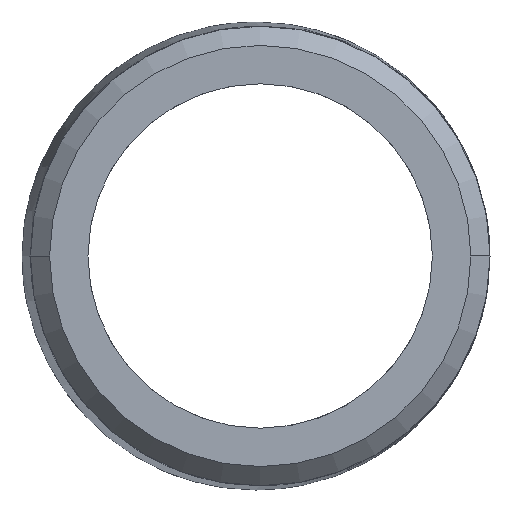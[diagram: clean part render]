
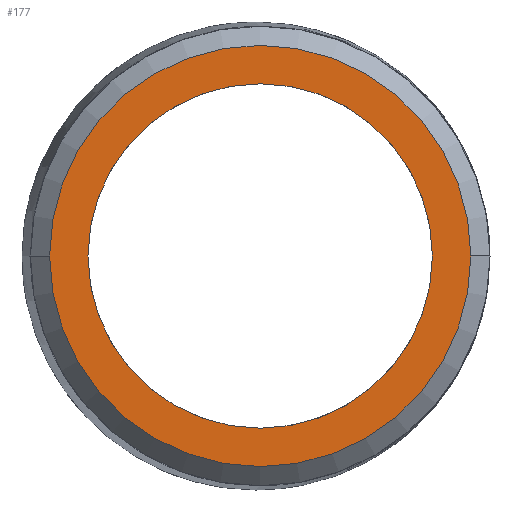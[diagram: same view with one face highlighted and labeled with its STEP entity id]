
A CAD part, left-side view. The second image highlights one B-rep face of the part: STEP entity #177.
In plain terms, the highlighted planar face has unit normal (-1, 0, 0).
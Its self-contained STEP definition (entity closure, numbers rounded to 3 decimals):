
#147 = VERTEX_POINT( '', #364 );
#177 = ADVANCED_FACE( '', ( #395, #396 ), #397, .F. );
#203 = EDGE_CURVE( '', #209, #147, #425, .T. );
#209 = VERTEX_POINT( '', #431 );
#237 = VERTEX_POINT( '', #460 );
#263 = EDGE_CURVE( '', #237, #287, #487, .T. );
#271 = EDGE_CURVE( '', #147, #209, #495, .T. );
#287 = VERTEX_POINT( '', #512 );
#317 = EDGE_CURVE( '', #287, #237, #551, .T. );
#364 = CARTESIAN_POINT( '', ( 0., -1.8, -90. ) );
#395 = FACE_OUTER_BOUND( '', #716, .T. );
#396 = FACE_BOUND( '', #717, .T. );
#397 = PLANE( '', #718 );
#425 = CIRCLE( '', #1086, 90. );
#431 = CARTESIAN_POINT( '', ( 0., -1.8, 90. ) );
#460 = CARTESIAN_POINT( '', ( 0., -1.8, 73.6 ) );
#487 = CIRCLE( '', #1192, 73.6 );
#495 = CIRCLE( '', #1206, 90. );
#512 = CARTESIAN_POINT( '', ( 0., -1.8, -73.6 ) );
#551 = CIRCLE( '', #2103, 73.6 );
#716 = EDGE_LOOP( '', ( #2167, #2168 ) );
#717 = EDGE_LOOP( '', ( #2169, #2170 ) );
#718 = AXIS2_PLACEMENT_3D( '', #2171, #2172, #2173 );
#1086 = AXIS2_PLACEMENT_3D( '', #2197, #2198, #2199 );
#1192 = AXIS2_PLACEMENT_3D( '', #2232, #2233, #2234 );
#1206 = AXIS2_PLACEMENT_3D( '', #2240, #2241, #2242 );
#2103 = AXIS2_PLACEMENT_3D( '', #2332, #2333, #2334 );
#2167 = ORIENTED_EDGE( '', *, *, #271, .F. );
#2168 = ORIENTED_EDGE( '', *, *, #203, .F. );
#2169 = ORIENTED_EDGE( '', *, *, #317, .F. );
#2170 = ORIENTED_EDGE( '', *, *, #263, .F. );
#2171 = CARTESIAN_POINT( '', ( 0., 0., 0. ) );
#2172 = DIRECTION( '', ( 1., 0., 0. ) );
#2173 = DIRECTION( '', ( 0., 0., -1. ) );
#2197 = CARTESIAN_POINT( '', ( 0., -1.8, 0. ) );
#2198 = DIRECTION( '', ( 1., 0., 0. ) );
#2199 = DIRECTION( '', ( 0., 0., -1. ) );
#2232 = CARTESIAN_POINT( '', ( 0., -1.8, 0. ) );
#2233 = DIRECTION( '', ( -1., 0., 0. ) );
#2234 = DIRECTION( '', ( 0., 0., -1. ) );
#2240 = CARTESIAN_POINT( '', ( 0., -1.8, 0. ) );
#2241 = DIRECTION( '', ( 1., 0., 0. ) );
#2242 = DIRECTION( '', ( 0., 0., -1. ) );
#2332 = CARTESIAN_POINT( '', ( 0., -1.8, 0. ) );
#2333 = DIRECTION( '', ( -1., 0., 0. ) );
#2334 = DIRECTION( '', ( 0., 0., -1. ) );
